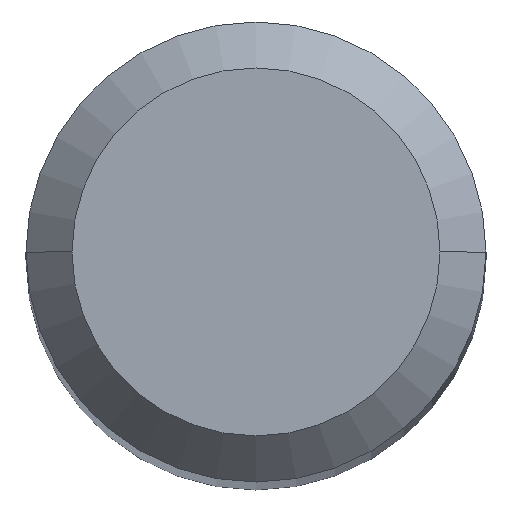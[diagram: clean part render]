
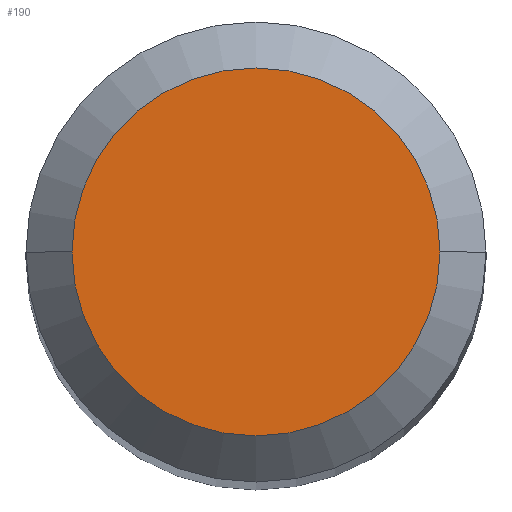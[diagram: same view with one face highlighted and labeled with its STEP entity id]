
A CAD part, top view. The second image highlights one B-rep face of the part: STEP entity #190.
In plain terms, the highlighted planar face has unit normal (0, 0, 1).
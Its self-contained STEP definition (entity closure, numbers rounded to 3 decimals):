
#5 = ORIENTED_EDGE ( 'NONE', *, *, #14, .F. ) ;
#14 = EDGE_CURVE ( 'NONE', #430, #169, #382, .T. ) ;
#93 = AXIS2_PLACEMENT_3D ( 'NONE', #268, #217, #380 ) ;
#169 = VERTEX_POINT ( 'NONE', #413 ) ;
#190 = ADVANCED_FACE ( 'NONE', ( #643 ), #204, .F. ) ;
#204 = PLANE ( 'NONE',  #435 ) ;
#205 = EDGE_LOOP ( 'NONE', ( #502, #5 ) ) ;
#217 = DIRECTION ( 'NONE',  ( 0., 0., -1. ) ) ;
#268 = CARTESIAN_POINT ( 'NONE',  ( 0., 0., 38. ) ) ;
#279 = CARTESIAN_POINT ( 'NONE',  ( 0., 0., 38. ) ) ;
#362 = DIRECTION ( 'NONE',  ( -1., 0., 0. ) ) ;
#378 = EDGE_CURVE ( 'NONE', #169, #430, #556, .T. ) ;
#380 = DIRECTION ( 'NONE',  ( -1., 0., 0. ) ) ;
#382 = CIRCLE ( 'NONE', #583, 1.2 ) ;
#413 = CARTESIAN_POINT ( 'NONE',  ( -1.2, 0., 38. ) ) ;
#430 = VERTEX_POINT ( 'NONE', #432 ) ;
#432 = CARTESIAN_POINT ( 'NONE',  ( 1.2, 0., 38. ) ) ;
#435 = AXIS2_PLACEMENT_3D ( 'NONE', #534, #545, #362 ) ;
#459 = DIRECTION ( 'NONE',  ( 0., 0., -1. ) ) ;
#502 = ORIENTED_EDGE ( 'NONE', *, *, #378, .F. ) ;
#534 = CARTESIAN_POINT ( 'NONE',  ( 0., 0., 38. ) ) ;
#545 = DIRECTION ( 'NONE',  ( 0., 0., -1. ) ) ;
#556 = CIRCLE ( 'NONE', #93, 1.2 ) ;
#583 = AXIS2_PLACEMENT_3D ( 'NONE', #279, #459, #670 ) ;
#643 = FACE_OUTER_BOUND ( 'NONE', #205, .T. ) ;
#670 = DIRECTION ( 'NONE',  ( -1., 0., 0. ) ) ;
